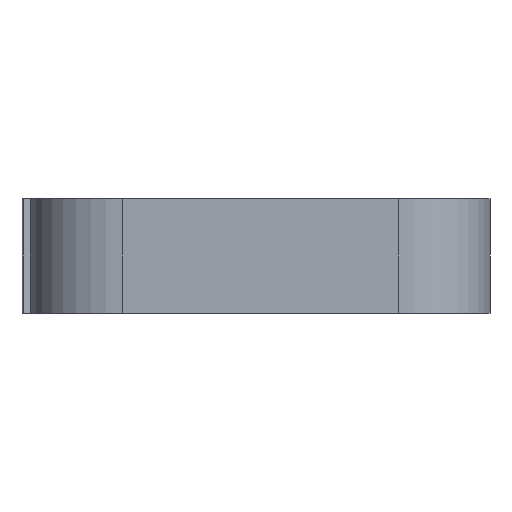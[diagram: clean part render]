
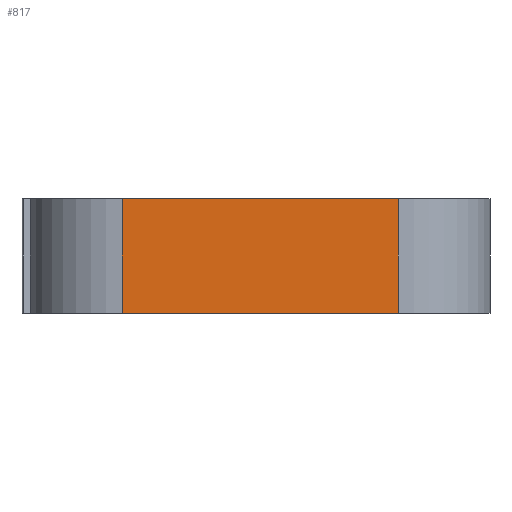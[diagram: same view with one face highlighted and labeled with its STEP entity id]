
A CAD part, left-side view. The second image highlights one B-rep face of the part: STEP entity #817.
In plain terms, the highlighted planar face has unit normal (-1, 0, 0).
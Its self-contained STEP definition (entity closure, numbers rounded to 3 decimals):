
#28=PLANE('',#911);
#64=FACE_OUTER_BOUND('',#114,.T.);
#114=EDGE_LOOP('',(#684,#685,#686,#687));
#156=LINE('',#1261,#238);
#168=LINE('',#1296,#250);
#203=LINE('',#1381,#285);
#204=LINE('',#1383,#286);
#238=VECTOR('',#1007,1000.);
#250=VECTOR('',#1031,1000.);
#285=VECTOR('',#1114,1000.);
#286=VECTOR('',#1117,1000.);
#375=VERTEX_POINT('',#1258);
#376=VERTEX_POINT('',#1260);
#392=VERTEX_POINT('',#1293);
#393=VERTEX_POINT('',#1295);
#459=EDGE_CURVE('',#375,#376,#156,.T.);
#476=EDGE_CURVE('',#393,#392,#168,.T.);
#523=EDGE_CURVE('',#375,#393,#203,.T.);
#524=EDGE_CURVE('',#376,#392,#204,.T.);
#684=ORIENTED_EDGE('',*,*,#476,.T.);
#685=ORIENTED_EDGE('',*,*,#524,.F.);
#686=ORIENTED_EDGE('',*,*,#459,.F.);
#687=ORIENTED_EDGE('',*,*,#523,.T.);
#817=ADVANCED_FACE('',(#64),#28,.F.);
#911=AXIS2_PLACEMENT_3D('',#1382,#1115,#1116);
#1007=DIRECTION('',(0.,-1.,0.));
#1031=DIRECTION('',(0.,-1.,0.));
#1114=DIRECTION('',(0.,0.,-1.));
#1115=DIRECTION('center_axis',(1.,0.,0.));
#1116=DIRECTION('ref_axis',(0.,0.,-1.));
#1117=DIRECTION('',(0.,0.,-1.));
#1258=CARTESIAN_POINT('',(-32.049,5.113,5.));
#1260=CARTESIAN_POINT('',(-32.049,-6.887,5.));
#1261=CARTESIAN_POINT('',(-32.049,-6.887,5.));
#1293=CARTESIAN_POINT('',(-32.049,-6.887,0.));
#1295=CARTESIAN_POINT('',(-32.049,5.113,0.));
#1296=CARTESIAN_POINT('',(-32.049,-6.887,0.));
#1381=CARTESIAN_POINT('',(-32.049,5.113,5.));
#1382=CARTESIAN_POINT('Origin',(-32.049,-6.887,5.));
#1383=CARTESIAN_POINT('',(-32.049,-6.887,5.));
